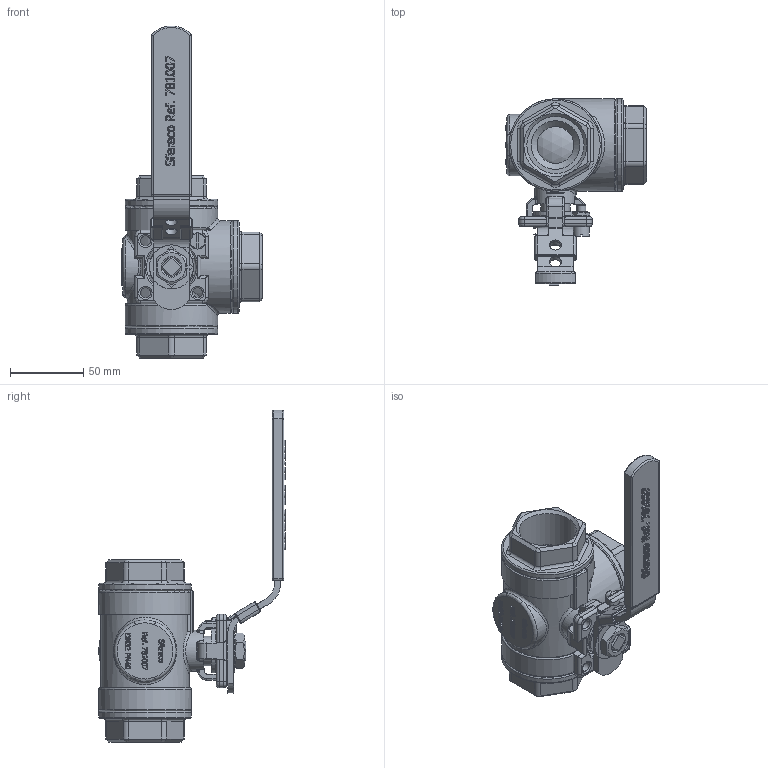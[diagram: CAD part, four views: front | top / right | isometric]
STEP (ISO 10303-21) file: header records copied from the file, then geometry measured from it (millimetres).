
FILE_DESCRIPTION(/* description */ ('781007'),/* implementation_level */ '2;1');
FILE_NAME(/* name */ '781007.stp',/* time_stamp */ '2017-02-15T15:49:03+01:00',/* author */ ('jmorand'),/* organization */ ('Sferaco'),/* preprocessor_version */ 'ST-DEVELOPER v16.5',/* originating_system */ 'Autodesk Inventor 2017',/* authorisation */ '');
FILE_SCHEMA (('AUTOMOTIVE_DESIGN { 1 0 10303 214 3 1 1 }'));
Length unit declared in the file: millimetre
Products named in the file (1): 781007_bd
Bounding box: 96 x 127 x 226 mm (x, y, z)
Volume: 343800.9 mm3; surface area: 89488.5 mm2
Topology: 1 solids, 5 shells, 1316 faces, 3440 edges, 2179 vertices
Faces by surface type: plane 561, bspline 400, cylinder 219, torus 78, cone 39, sphere 19
Full cylindrical faces by diameter (mm): 6 x2, 7 x4, 8 x3, 11 x1, 14 x2, 15 x2, 20 x1, 25 x5, 28 x1, 30 x3, 34 x1, 38.952 x3, 40 x2, 46 x1, 46.587 x3, 63 x5
Entity records: 45950 total; most frequent: CARTESIAN_POINT 15256, ORIENTED_EDGE 6660, DIRECTION 4931, EDGE_CURVE 3330, VERTEX_POINT 2148, LINE 1797, VECTOR 1797, AXIS2_PLACEMENT_3D 1567
